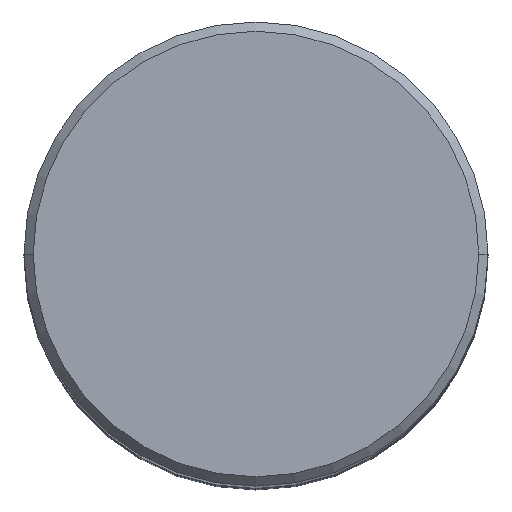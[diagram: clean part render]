
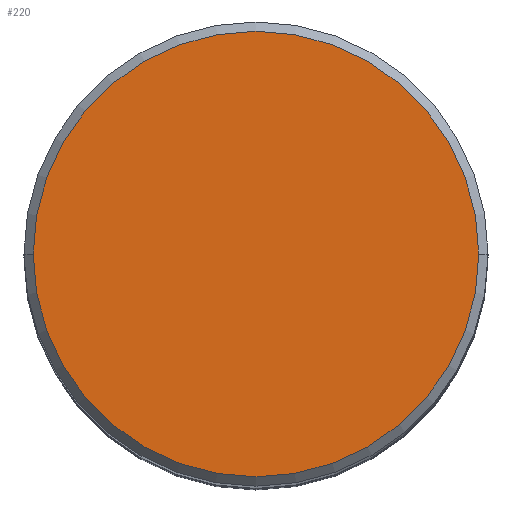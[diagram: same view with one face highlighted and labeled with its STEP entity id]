
A CAD part, top view. The second image highlights one B-rep face of the part: STEP entity #220.
In plain terms, the highlighted planar face has unit normal (0, 0, 1).
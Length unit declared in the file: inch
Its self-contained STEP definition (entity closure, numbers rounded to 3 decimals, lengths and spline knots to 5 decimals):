
#1 = EDGE_CURVE ( 'NONE', #714, #13, #568, .T. ) ;
#12 = DIRECTION ( 'NONE',  ( -1., 0., 0. ) ) ;
#13 = VERTEX_POINT ( 'NONE', #71 ) ;
#16 = DIRECTION ( 'NONE',  ( 0., 0., -1. ) ) ;
#71 = CARTESIAN_POINT ( 'NONE',  ( -0.48, 0., 0. ) ) ;
#80 = PLANE ( 'NONE',  #504 ) ;
#86 = CARTESIAN_POINT ( 'NONE',  ( 0., 0., 0. ) ) ;
#193 = EDGE_LOOP ( 'NONE', ( #432, #627 ) ) ;
#220 = ADVANCED_FACE ( 'NONE', ( #270 ), #80, .F. ) ;
#270 = FACE_OUTER_BOUND ( 'NONE', #193, .T. ) ;
#330 = CARTESIAN_POINT ( 'NONE',  ( 0., 0., 0. ) ) ;
#347 = DIRECTION ( 'NONE',  ( 0., 0., 1. ) ) ;
#425 = AXIS2_PLACEMENT_3D ( 'NONE', #330, #614, #502 ) ;
#432 = ORIENTED_EDGE ( 'NONE', *, *, #606, .T. ) ;
#484 = CARTESIAN_POINT ( 'NONE',  ( 0.48, 0., 0. ) ) ;
#502 = DIRECTION ( 'NONE',  ( 1., 0., 0. ) ) ;
#504 = AXIS2_PLACEMENT_3D ( 'NONE', #522, #16, #12 ) ;
#522 = CARTESIAN_POINT ( 'NONE',  ( 0., 0.48, 0. ) ) ;
#568 = CIRCLE ( 'NONE', #724, 0.48 ) ;
#606 = EDGE_CURVE ( 'NONE', #13, #714, #607, .T. ) ;
#607 = CIRCLE ( 'NONE', #425, 0.48 ) ;
#614 = DIRECTION ( 'NONE',  ( 0., 0., 1. ) ) ;
#627 = ORIENTED_EDGE ( 'NONE', *, *, #1, .T. ) ;
#695 = DIRECTION ( 'NONE',  ( 1., 0., 0. ) ) ;
#714 = VERTEX_POINT ( 'NONE', #484 ) ;
#724 = AXIS2_PLACEMENT_3D ( 'NONE', #86, #347, #695 ) ;
